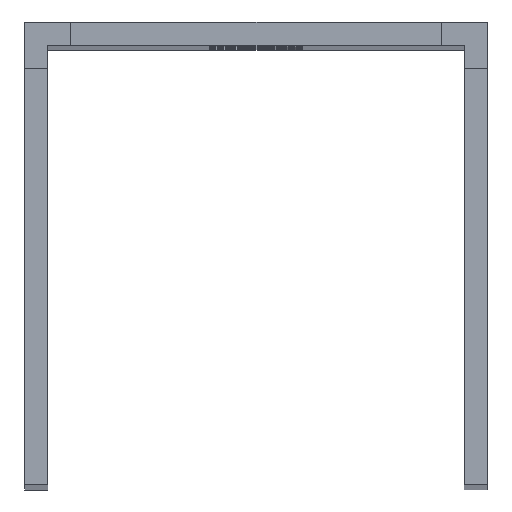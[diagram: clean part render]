
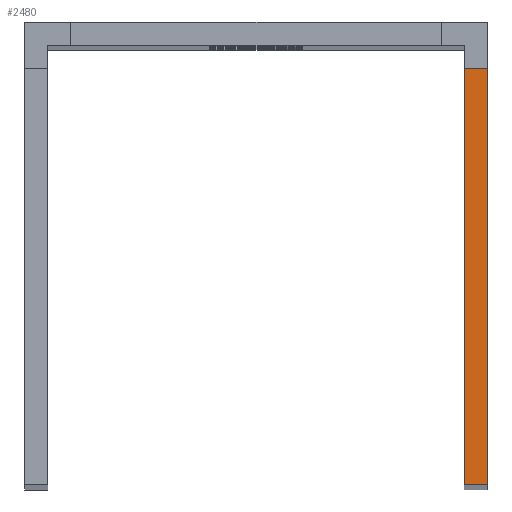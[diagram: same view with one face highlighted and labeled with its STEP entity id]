
A CAD part, top view. The second image highlights one B-rep face of the part: STEP entity #2480.
In plain terms, the highlighted planar face has unit normal (0, 0, 1).
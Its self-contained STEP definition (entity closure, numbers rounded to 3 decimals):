
#311=FACE_OUTER_BOUND('',#473,.T.);
#473=EDGE_LOOP('',(#2154,#2155,#2156,#2157));
#483=LINE('',#3390,#723);
#576=LINE('',#3703,#816);
#581=LINE('',#3712,#821);
#716=LINE('',#4045,#956);
#723=VECTOR('',#2727,10.);
#816=VECTOR('',#2958,10.);
#821=VECTOR('',#2965,10.);
#956=VECTOR('',#3362,10.);
#962=VERTEX_POINT('',#3386);
#964=VERTEX_POINT('',#3389);
#1115=VERTEX_POINT('',#3701);
#1118=VERTEX_POINT('',#3710);
#1187=EDGE_CURVE('',#964,#962,#483,.T.);
#1344=EDGE_CURVE('',#962,#1115,#576,.T.);
#1349=EDGE_CURVE('',#1115,#1118,#581,.T.);
#1516=EDGE_CURVE('',#1118,#964,#716,.T.);
#2154=ORIENTED_EDGE('',*,*,#1344,.T.);
#2155=ORIENTED_EDGE('',*,*,#1349,.T.);
#2156=ORIENTED_EDGE('',*,*,#1516,.T.);
#2157=ORIENTED_EDGE('',*,*,#1187,.T.);
#2251=PLANE('',#2713);
#2480=ADVANCED_FACE('',(#311),#2251,.T.);
#2713=AXIS2_PLACEMENT_3D('',#4044,#3360,#3361);
#2727=DIRECTION('',(0.,1.,0.));
#2958=DIRECTION('',(-1.,0.,0.));
#2965=DIRECTION('',(0.,-1.,0.));
#3360=DIRECTION('center_axis',(0.,0.,1.));
#3361=DIRECTION('ref_axis',(1.,0.,0.));
#3362=DIRECTION('',(1.,0.,0.));
#3386=CARTESIAN_POINT('',(50.,45.,320.));
#3389=CARTESIAN_POINT('',(50.,0.,320.));
#3390=CARTESIAN_POINT('',(50.,140.407,320.));
#3701=CARTESIAN_POINT('',(47.5,45.,320.));
#3703=CARTESIAN_POINT('',(47.906,45.,320.));
#3710=CARTESIAN_POINT('',(47.5,0.,320.));
#3712=CARTESIAN_POINT('',(47.5,140.407,320.));
#4044=CARTESIAN_POINT('Origin',(5.,50.,320.));
#4045=CARTESIAN_POINT('',(47.5,0.,320.));
